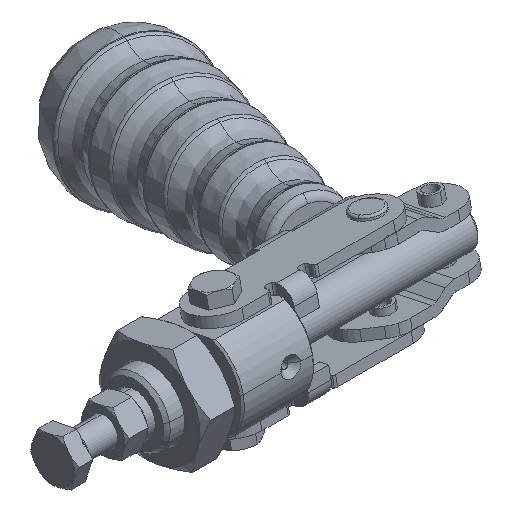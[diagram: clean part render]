
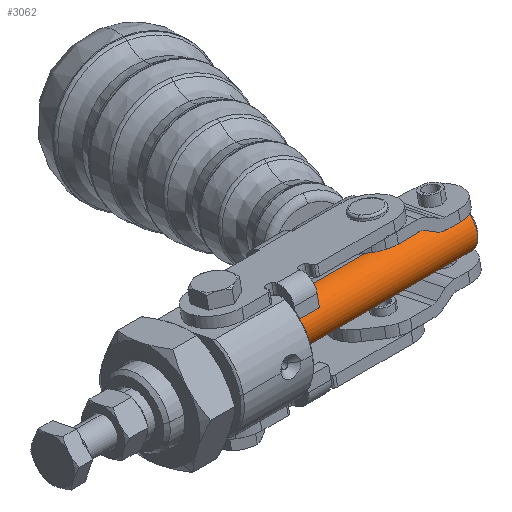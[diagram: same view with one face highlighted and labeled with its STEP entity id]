
A CAD part, isometric view. The second image highlights one B-rep face of the part: STEP entity #3062.
In plain terms, the highlighted cylindrical face has radius 6 mm (diameter 12 mm), a partial arc.
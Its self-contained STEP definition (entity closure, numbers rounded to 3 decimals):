
#1461=CARTESIAN_POINT('',(57.983,6.668,-1.219));
#1462=VERTEX_POINT('',#1461);
#1469=CARTESIAN_POINT('',(57.907,6.667,-1.218));
#1470=VERTEX_POINT('',#1469);
#1471=CARTESIAN_POINT('',(57.907,6.667,-1.218));
#1472=CARTESIAN_POINT('',(57.932,6.667,-1.218));
#1473=CARTESIAN_POINT('',(57.957,6.668,-1.218));
#1474=CARTESIAN_POINT('',(57.983,6.668,-1.219));
#1475=B_SPLINE_CURVE_WITH_KNOTS('',3,(#1471,#1472,#1473,#1474),.UNSPECIFIED.,.F.,.U.,(4,4),(0.0,0.008),.UNSPECIFIED.);
#1476=EDGE_CURVE('',#1470,#1462,#1475,.T.);
#1478=CARTESIAN_POINT('',(54.907,9.443,-2.611));
#1479=VERTEX_POINT('',#1478);
#1480=CARTESIAN_POINT('',(54.907,9.443,-2.611));
#1481=CARTESIAN_POINT('',(54.907,9.067,-2.534));
#1482=CARTESIAN_POINT('',(54.985,8.679,-2.413));
#1483=CARTESIAN_POINT('',(55.293,7.986,-2.122));
#1484=CARTESIAN_POINT('',(55.523,7.681,-1.953));
#1485=CARTESIAN_POINT('',(56.048,7.206,-1.653));
#1486=CARTESIAN_POINT('',(56.381,7.004,-1.499));
#1487=CARTESIAN_POINT('',(57.117,6.734,-1.28));
#1488=CARTESIAN_POINT('',(57.522,6.667,-1.218));
#1489=CARTESIAN_POINT('',(57.907,6.667,-1.218));
#1490=B_SPLINE_CURVE_WITH_KNOTS('',3,(#1480,#1481,#1482,#1483,#1484,#1485,#1486,#1487,#1488,#1489),.UNSPECIFIED.,.F.,.U.,(4,2,2,2,4),(1.384,1.499,1.614,1.73,1.845),.UNSPECIFIED.);
#1491=EDGE_CURVE('',#1479,#1470,#1490,.T.);
#1566=CARTESIAN_POINT('',(54.907,11.868,9.141));
#1567=VERTEX_POINT('',#1566);
#1581=CARTESIAN_POINT('',(57.907,8.768,8.96));
#1582=VERTEX_POINT('',#1581);
#1583=CARTESIAN_POINT('',(57.907,8.768,8.96));
#1584=CARTESIAN_POINT('',(57.522,8.768,8.96));
#1585=CARTESIAN_POINT('',(57.117,8.854,8.99));
#1586=CARTESIAN_POINT('',(56.381,9.188,9.085));
#1587=CARTESIAN_POINT('',(56.048,9.435,9.146));
#1588=CARTESIAN_POINT('',(55.523,9.989,9.234));
#1589=CARTESIAN_POINT('',(55.293,10.336,9.268));
#1590=CARTESIAN_POINT('',(54.985,11.088,9.261));
#1591=CARTESIAN_POINT('',(54.907,11.492,9.218));
#1592=CARTESIAN_POINT('',(54.907,11.868,9.141));
#1593=B_SPLINE_CURVE_WITH_KNOTS('',3,(#1583,#1584,#1585,#1586,#1587,#1588,#1589,#1590,#1591,#1592),.UNSPECIFIED.,.F.,.U.,(4,2,2,2,4),(0.0,0.115,0.231,0.346,0.461),.UNSPECIFIED.);
#1594=EDGE_CURVE('',#1582,#1567,#1593,.T.);
#1596=CARTESIAN_POINT('',(57.983,8.769,8.96));
#1597=VERTEX_POINT('',#1596);
#1598=CARTESIAN_POINT('',(57.983,8.769,8.96));
#1599=CARTESIAN_POINT('',(57.957,8.768,8.96));
#1600=CARTESIAN_POINT('',(57.932,8.768,8.96));
#1601=CARTESIAN_POINT('',(57.907,8.768,8.96));
#1602=B_SPLINE_CURVE_WITH_KNOTS('',3,(#1598,#1599,#1600,#1601),.UNSPECIFIED.,.F.,.U.,(4,4),(1.838,1.845),.UNSPECIFIED.);
#1603=EDGE_CURVE('',#1597,#1582,#1602,.T.);
#2966=CARTESIAN_POINT('',(64.907,10.656,3.265));
#2967=DIRECTION('',(-1.0,0.,0.));
#2968=DIRECTION('',(0.,-0.202,-0.979));
#2969=AXIS2_PLACEMENT_3D('',#2966,#2967,#2968);
#2970=CYLINDRICAL_SURFACE('',#2969,6.);
#2971=CARTESIAN_POINT('',(63.907,9.443,-2.611));
#2972=VERTEX_POINT('',#2971);
#2973=CARTESIAN_POINT('',(60.907,9.443,-2.611));
#2974=VERTEX_POINT('',#2973);
#2975=CARTESIAN_POINT('',(63.907,9.443,-2.611));
#2976=DIRECTION('',(-1.0,0.0,0.0));
#2977=VECTOR('',#2976,3.);
#2978=LINE('',#2975,#2977);
#2979=EDGE_CURVE('',#2972,#2974,#2978,.T.);
#2980=ORIENTED_EDGE('',*,*,#2979,.F.);
#2981=CARTESIAN_POINT('',(63.907,11.868,9.141));
#2982=VERTEX_POINT('',#2981);
#2983=CARTESIAN_POINT('',(63.907,10.656,3.265));
#2984=DIRECTION('',(1.,0.,0.));
#2985=DIRECTION('',(0.,-0.202,-0.979));
#2986=AXIS2_PLACEMENT_3D('',#2983,#2984,#2985);
#2987=CIRCLE('',#2986,6.0);
#2988=EDGE_CURVE('',#2982,#2972,#2987,.T.);
#2989=ORIENTED_EDGE('',*,*,#2988,.F.);
#2990=CARTESIAN_POINT('',(60.907,11.868,9.141));
#2991=VERTEX_POINT('',#2990);
#2992=CARTESIAN_POINT('',(60.907,11.868,9.141));
#2993=DIRECTION('',(1.0,0.0,0.0));
#2994=VECTOR('',#2993,3.);
#2995=LINE('',#2992,#2994);
#2996=EDGE_CURVE('',#2991,#2982,#2995,.T.);
#2997=ORIENTED_EDGE('',*,*,#2996,.F.);
#2998=CARTESIAN_POINT('',(60.907,11.868,9.141));
#2999=CARTESIAN_POINT('',(60.907,11.492,9.218));
#3000=CARTESIAN_POINT('',(60.829,11.088,9.261));
#3001=CARTESIAN_POINT('',(60.52,10.336,9.268));
#3002=CARTESIAN_POINT('',(60.29,9.989,9.234));
#3003=CARTESIAN_POINT('',(59.765,9.435,9.146));
#3004=CARTESIAN_POINT('',(59.433,9.188,9.085));
#3005=CARTESIAN_POINT('',(58.72,8.865,8.994));
#3006=CARTESIAN_POINT('',(58.344,8.779,8.964));
#3007=CARTESIAN_POINT('',(57.983,8.769,8.96));
#3008=B_SPLINE_CURVE_WITH_KNOTS('',3,(#2998,#2999,#3000,#3001,#3002,#3003,#3004,#3005,#3006,#3007),.UNSPECIFIED.,.F.,.U.,(4,2,2,2,4),(1.384,1.499,1.614,1.73,1.838),.UNSPECIFIED.);
#3009=EDGE_CURVE('',#2991,#1597,#3008,.T.);
#3010=ORIENTED_EDGE('',*,*,#3009,.T.);
#3011=ORIENTED_EDGE('',*,*,#1603,.T.);
#3012=ORIENTED_EDGE('',*,*,#1594,.T.);
#3013=CARTESIAN_POINT('',(4.911,11.868,9.141));
#3014=VERTEX_POINT('',#3013);
#3015=CARTESIAN_POINT('',(4.911,11.868,9.141));
#3016=DIRECTION('',(1.0,0.0,0.0));
#3017=VECTOR('',#3016,49.995);
#3018=LINE('',#3015,#3017);
#3019=EDGE_CURVE('',#3014,#1567,#3018,.T.);
#3020=ORIENTED_EDGE('',*,*,#3019,.F.);
#3021=CARTESIAN_POINT('',(4.911,4.779,4.477));
#3022=VERTEX_POINT('',#3021);
#3023=CARTESIAN_POINT('',(4.911,10.656,3.265));
#3024=DIRECTION('',(-1.0,0.,0.));
#3025=DIRECTION('',(0.,0.979,-0.202));
#3026=AXIS2_PLACEMENT_3D('',#3023,#3024,#3025);
#3027=CIRCLE('',#3026,6.);
#3028=EDGE_CURVE('',#3022,#3014,#3027,.T.);
#3029=ORIENTED_EDGE('',*,*,#3028,.F.);
#3030=CARTESIAN_POINT('',(4.911,9.443,-2.611));
#3031=VERTEX_POINT('',#3030);
#3032=CARTESIAN_POINT('',(4.911,10.656,3.265));
#3033=DIRECTION('',(-1.0,0.,0.));
#3034=DIRECTION('',(0.,0.979,-0.202));
#3035=AXIS2_PLACEMENT_3D('',#3032,#3033,#3034);
#3036=CIRCLE('',#3035,6.);
#3037=EDGE_CURVE('',#3031,#3022,#3036,.T.);
#3038=ORIENTED_EDGE('',*,*,#3037,.F.);
#3039=CARTESIAN_POINT('',(54.907,9.443,-2.611));
#3040=DIRECTION('',(-1.0,0.0,0.0));
#3041=VECTOR('',#3040,49.995);
#3042=LINE('',#3039,#3041);
#3043=EDGE_CURVE('',#1479,#3031,#3042,.T.);
#3044=ORIENTED_EDGE('',*,*,#3043,.F.);
#3045=ORIENTED_EDGE('',*,*,#1491,.T.);
#3046=ORIENTED_EDGE('',*,*,#1476,.T.);
#3047=CARTESIAN_POINT('',(57.983,6.668,-1.219));
#3048=CARTESIAN_POINT('',(58.344,6.676,-1.226));
#3049=CARTESIAN_POINT('',(58.72,6.743,-1.287));
#3050=CARTESIAN_POINT('',(59.433,7.004,-1.499));
#3051=CARTESIAN_POINT('',(59.765,7.206,-1.653));
#3052=CARTESIAN_POINT('',(60.29,7.681,-1.953));
#3053=CARTESIAN_POINT('',(60.52,7.986,-2.122));
#3054=CARTESIAN_POINT('',(60.829,8.679,-2.413));
#3055=CARTESIAN_POINT('',(60.907,9.067,-2.534));
#3056=CARTESIAN_POINT('',(60.907,9.443,-2.611));
#3057=B_SPLINE_CURVE_WITH_KNOTS('',3,(#3047,#3048,#3049,#3050,#3051,#3052,#3053,#3054,#3055,#3056),.UNSPECIFIED.,.F.,.U.,(4,2,2,2,4),(0.008,0.115,0.231,0.346,0.461),.UNSPECIFIED.);
#3058=EDGE_CURVE('',#1462,#2974,#3057,.T.);
#3059=ORIENTED_EDGE('',*,*,#3058,.T.);
#3060=EDGE_LOOP('',(#2980,#2989,#2997,#3010,#3011,#3012,#3020,#3029,#3038,#3044,#3045,#3046,#3059));
#3061=FACE_OUTER_BOUND('',#3060,.T.);
#3062=ADVANCED_FACE('',(#3061),#2970,.T.);
